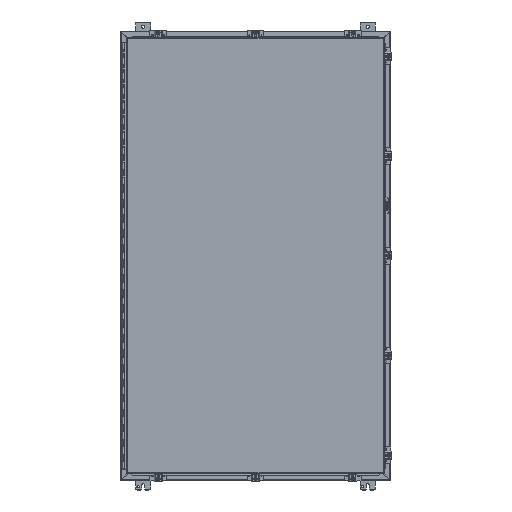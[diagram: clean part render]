
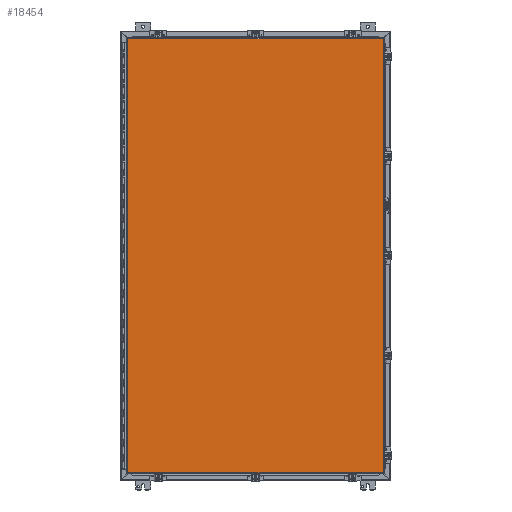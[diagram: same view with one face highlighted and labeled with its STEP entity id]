
A CAD part, top view. The second image highlights one B-rep face of the part: STEP entity #18454.
In plain terms, the highlighted face is planar.
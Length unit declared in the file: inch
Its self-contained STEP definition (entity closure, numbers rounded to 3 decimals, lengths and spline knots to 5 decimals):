
#1797=FACE_OUTER_BOUND('',#2789,.T.);
#2789=EDGE_LOOP('',(#12985,#12986,#12987,#12988));
#4002=LINE('',#28003,#5849);
#4008=LINE('',#28124,#5855);
#4018=LINE('',#28277,#5865);
#4021=LINE('',#28310,#5868);
#5849=VECTOR('',#22036,34.1645);
#5855=VECTOR('',#22050,34.1645);
#5865=VECTOR('',#22072,57.977);
#5868=VECTOR('',#22081,57.977);
#7620=VERTEX_POINT('',#27994);
#7621=VERTEX_POINT('',#28002);
#7624=VERTEX_POINT('',#28072);
#7625=VERTEX_POINT('',#28116);
#9610=EDGE_CURVE('',#7621,#7620,#4002,.T.);
#9623=EDGE_CURVE('',#7624,#7625,#4008,.T.);
#9640=EDGE_CURVE('',#7620,#7624,#4018,.T.);
#9644=EDGE_CURVE('',#7625,#7621,#4021,.T.);
#12985=ORIENTED_EDGE('',*,*,#9640,.T.);
#12986=ORIENTED_EDGE('',*,*,#9623,.T.);
#12987=ORIENTED_EDGE('',*,*,#9644,.T.);
#12988=ORIENTED_EDGE('',*,*,#9610,.T.);
#16954=PLANE('',#19534);
#18454=ADVANCED_FACE('',(#1797),#16954,.F.);
#19534=AXIS2_PLACEMENT_3D('',#28390,#22095,#22096);
#22036=DIRECTION('',(-1.,0.,0.));
#22050=DIRECTION('',(1.,0.,0.));
#22072=DIRECTION('',(0.,1.,0.));
#22081=DIRECTION('',(0.,-1.,0.));
#22095=DIRECTION('center_axis',(0.,0.,1.));
#22096=DIRECTION('ref_axis',(1.,0.,0.));
#27994=CARTESIAN_POINT('',(-17.08225,-28.9885,0.));
#28002=CARTESIAN_POINT('',(17.08225,-28.9885,0.));
#28003=CARTESIAN_POINT('',(8.54113,-28.9885,0.));
#28072=CARTESIAN_POINT('',(-17.08225,28.9885,0.));
#28116=CARTESIAN_POINT('',(17.08225,28.9885,0.));
#28124=CARTESIAN_POINT('',(-8.59375,28.9885,0.));
#28277=CARTESIAN_POINT('',(-17.08225,-14.49425,0.));
#28310=CARTESIAN_POINT('',(17.08225,14.49425,0.));
#28390=CARTESIAN_POINT('Origin',(0.,0.,
0.));
